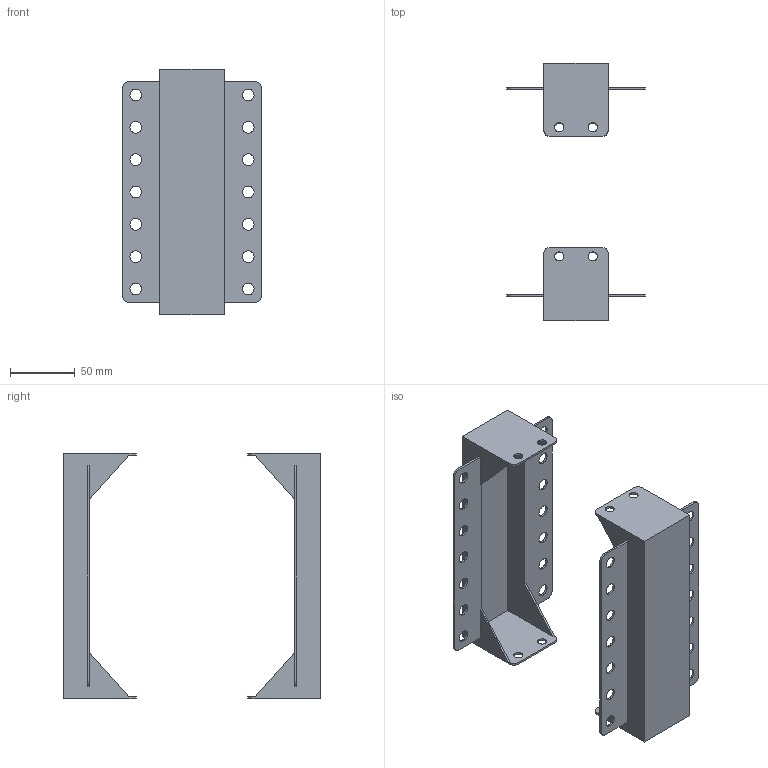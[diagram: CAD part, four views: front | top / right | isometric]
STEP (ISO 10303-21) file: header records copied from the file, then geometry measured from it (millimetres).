
FILE_DESCRIPTION (( 'STEP AP214' ), '1' );
FILE_NAME ('0396-0000-40-07.step', '2023-01-11T07:49:11', ( '' ), ( '' ), 'SwSTEP 2.0', 'SolidWorks 2019', '' );
FILE_SCHEMA (( 'AUTOMOTIVE_DESIGN' ));
Length unit declared in the file: millimetre
Products named in the file (1): 0396-0000-40-07
Bounding box: 107 x 199 x 190 mm (x, y, z)
Volume: 98033.9 mm3; surface area: 134104.6 mm2
Topology: 2 solids, 2 shells, 140 faces, 408 edges, 272 vertices
Faces by surface type: cylinder 88, plane 52
Entity records: 4895 total; most frequent: DIRECTION 866, CARTESIAN_POINT 821, ORIENTED_EDGE 816, EDGE_CURVE 408, AXIS2_PLACEMENT_3D 317, VERTEX_POINT 272, LINE 232, VECTOR 232
